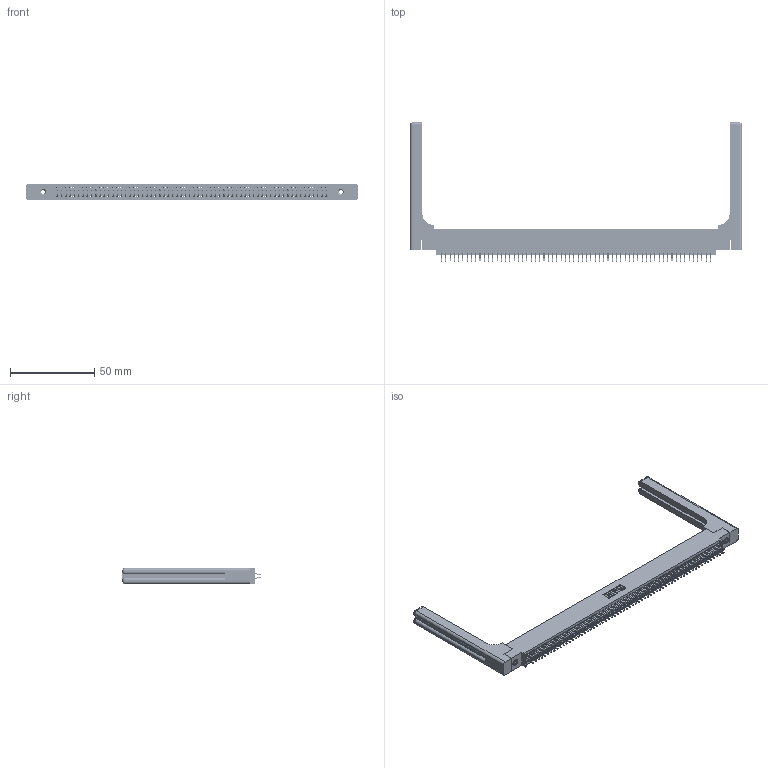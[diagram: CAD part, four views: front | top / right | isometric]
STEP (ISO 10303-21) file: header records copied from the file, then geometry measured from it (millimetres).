
FILE_DESCRIPTION (( 'STEP AP203' ), '1' );
FILE_NAME ('345-128-556-558.STEP', '2019-11-07T10:07:34', ( '' ), ( '' ), 'SwSTEP 2.0', 'SolidWorks 2016', '' );
FILE_SCHEMA (( 'CONFIG_CONTROL_DESIGN' ));
Length unit declared in the file: inch
Products named in the file (5): 345-128-556-558; 345-292-001_556 Tail; 345 Part_0.110 Offset - 0.156 Dia-TH; 345-250-001_345-250-001-102; 345-220-058_345-220-058
Assembly tree (133 placements, depth 2):
  345-128-556-558
    345 Part_0.110 Offset - 0.156 Dia-TH
    345-292-001_556 Tail  x128
    345-250-001_345-250-001-102  x2
    345-220-058_345-220-058  x2
Bounding box: 197.59 x 82.99 x 9.4 mm (x, y, z)
Volume: 27794.7 mm3; surface area: 34023.3 mm2
Topology: 133 solids, 133 shells, 7554 faces, 22395 edges, 14738 vertices
Faces by surface type: plane 4968, cylinder 2526, bspline 36, cone 12, sphere 8, torus 4
Entity records: 52788 total; most frequent: CARTESIAN_POINT 9837, ORIENTED_EDGE 8556, DIRECTION 7566, EDGE_CURVE 4278, LINE 3790, VECTOR 3790, VERTEX_POINT 2842, AXIS2_PLACEMENT_3D 1888
